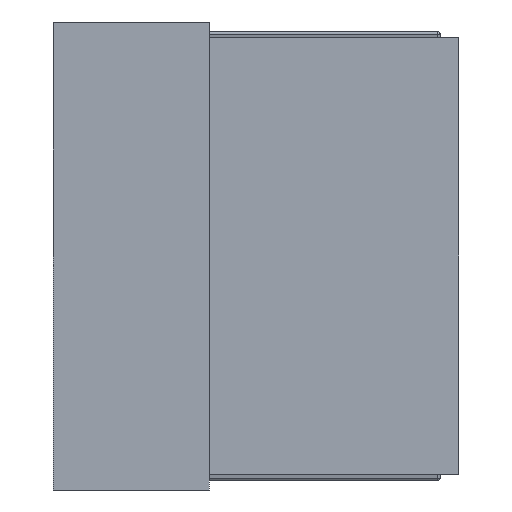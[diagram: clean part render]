
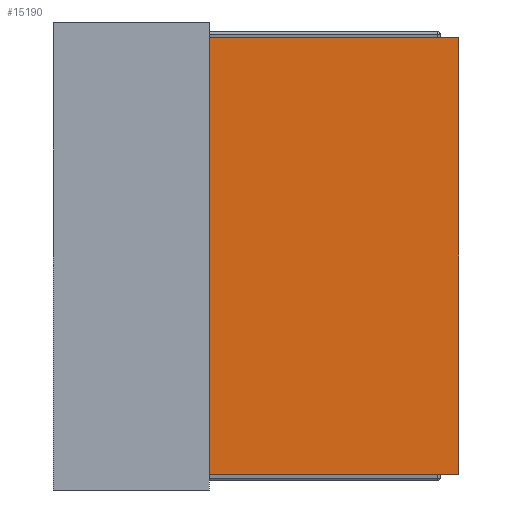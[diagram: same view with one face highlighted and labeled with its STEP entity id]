
A CAD part, left-side view. The second image highlights one B-rep face of the part: STEP entity #15190.
In plain terms, the highlighted planar face has unit normal (-1, 0, 0).
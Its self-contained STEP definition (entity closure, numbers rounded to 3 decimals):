
#417=DIRECTION('',(0.,-1.,0.));
#418=VECTOR('',#417,0.8);
#419=CARTESIAN_POINT('',(-1.,0.16,-0.7));
#420=LINE('',#419,#418);
#1818=DIRECTION('',(0.,-1.,0.));
#1819=VECTOR('',#1818,0.8);
#1820=CARTESIAN_POINT('',(-1.,0.16,0.7));
#1821=LINE('',#1820,#1819);
#5545=DIRECTION('',(0.,0.,1.));
#5546=VECTOR('',#5545,1.4);
#5547=CARTESIAN_POINT('',(-1.,-0.64,-0.7));
#5548=LINE('',#5547,#5546);
#5549=DIRECTION('',(0.,0.,1.));
#5550=VECTOR('',#5549,1.4);
#5551=CARTESIAN_POINT('',(-1.,0.16,-0.7));
#5552=LINE('',#5551,#5550);
#5553=CARTESIAN_POINT('',(-1.,-0.64,-0.7));
#5555=VERTEX_POINT('',#5553);
#5565=CARTESIAN_POINT('',(-1.,-0.64,0.7));
#5567=VERTEX_POINT('',#5565);
#5593=CARTESIAN_POINT('',(-1.,0.16,-0.7));
#5594=CARTESIAN_POINT('',(-1.,0.16,0.7));
#5595=VERTEX_POINT('',#5593);
#5596=VERTEX_POINT('',#5594);
#15179=CARTESIAN_POINT('',(-1.,0.64,-0.7));
#15180=DIRECTION('',(-1.,0.,0.));
#15181=DIRECTION('',(0.,-1.,0.));
#15182=AXIS2_PLACEMENT_3D('',#15179,#15180,#15181);
#15183=PLANE('',#15182);
#15184=ORIENTED_EDGE('',*,*,#8549,.T.);
#15185=ORIENTED_EDGE('',*,*,#9229,.T.);
#15186=ORIENTED_EDGE('',*,*,#15172,.F.);
#15187=ORIENTED_EDGE('',*,*,#7470,.F.);
#15188=EDGE_LOOP('',(#15184,#15185,#15186,#15187));
#15189=FACE_OUTER_BOUND('',#15188,.F.);
#7470=EDGE_CURVE('',#5595,#5555,#420,.T.);
#8549=EDGE_CURVE('',#5595,#5596,#5552,.T.);
#9229=EDGE_CURVE('',#5596,#5567,#1821,.T.);
#15172=EDGE_CURVE('',#5555,#5567,#5548,.T.);
#15190=ADVANCED_FACE('',(#15189),#15183,.T.);
